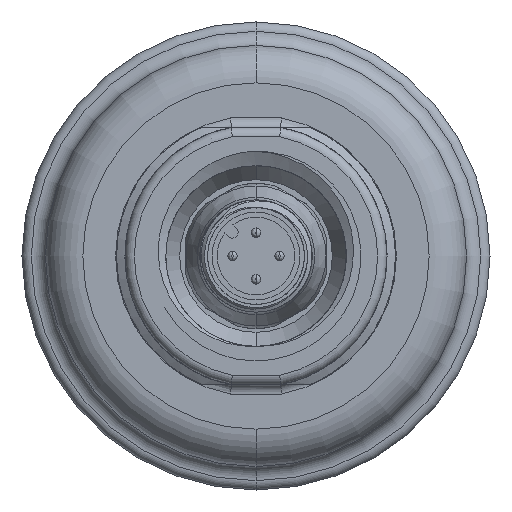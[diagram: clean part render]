
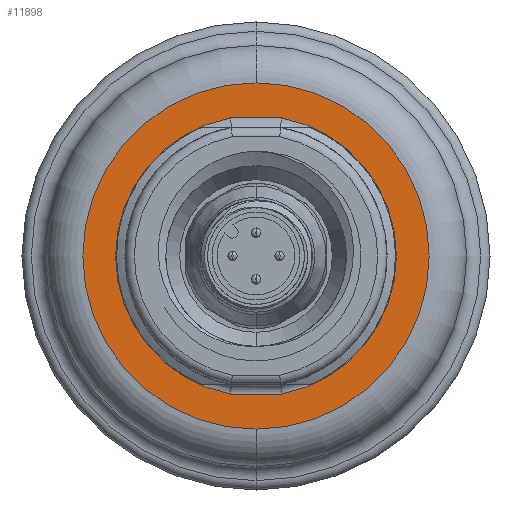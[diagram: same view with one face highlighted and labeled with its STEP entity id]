
A CAD part, front view. The second image highlights one B-rep face of the part: STEP entity #11898.
In plain terms, the highlighted planar face has unit normal (0, -1, 0).
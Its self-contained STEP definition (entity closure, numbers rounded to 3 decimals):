
#2133=CARTESIAN_POINT('',(0.,-3.,0.));
#2134=DIRECTION('',(0.,-1.,0.));
#2135=DIRECTION('',(0.,0.,-1.));
#2136=AXIS2_PLACEMENT_3D('',#2133,#2134,#2135);
#2138=CARTESIAN_POINT('',(0.,-3.,0.));
#2139=DIRECTION('',(0.,-1.,0.));
#2140=DIRECTION('',(0.,0.,1.));
#2141=AXIS2_PLACEMENT_3D('',#2138,#2139,#2140);
#2143=CARTESIAN_POINT('',(0.,-3.,0.));
#2144=DIRECTION('',(0.,-1.,0.));
#2145=DIRECTION('',(-0.182,0.,0.983));
#2146=AXIS2_PLACEMENT_3D('',#2143,#2144,#2145);
#2148=DIRECTION('',(1.,0.,0.));
#2149=VECTOR('',#2148,5.454);
#2150=CARTESIAN_POINT('',(-2.727,-3.,-14.75));
#2151=LINE('',#2150,#2149);
#2152=CARTESIAN_POINT('',(0.,-3.,0.));
#2153=DIRECTION('',(0.,-1.,0.));
#2154=DIRECTION('',(0.182,0.,-0.983));
#2155=AXIS2_PLACEMENT_3D('',#2152,#2153,#2154);
#2157=DIRECTION('',(-1.,0.,0.));
#2158=VECTOR('',#2157,5.454);
#2159=CARTESIAN_POINT('',(2.727,-3.,14.75));
#2160=LINE('',#2159,#2158);
#9230=CARTESIAN_POINT('',(-2.727,-3.,14.75));
#9231=CARTESIAN_POINT('',(-2.727,-3.,-14.75));
#9232=VERTEX_POINT('',#9230);
#9233=VERTEX_POINT('',#9231);
#9238=CARTESIAN_POINT('',(2.727,-3.,-14.75));
#9239=CARTESIAN_POINT('',(2.727,-3.,14.75));
#9240=VERTEX_POINT('',#9238);
#9241=VERTEX_POINT('',#9239);
#9490=CARTESIAN_POINT('',(0.,-3.,-18.5));
#9491=CARTESIAN_POINT('',(0.,-3.,18.5));
#9492=VERTEX_POINT('',#9490);
#9493=VERTEX_POINT('',#9491);
#11878=CARTESIAN_POINT('',(0.,-3.,0.));
#11879=DIRECTION('',(0.,-1.,0.));
#11880=DIRECTION('',(0.,0.,1.));
#11881=AXIS2_PLACEMENT_3D('',#11878,#11879,#11880);
#11882=PLANE('',#11881);
#11884=ORIENTED_EDGE('',*,*,#11883,.F.);
#11886=ORIENTED_EDGE('',*,*,#11885,.F.);
#11887=EDGE_LOOP('',(#11884,#11886));
#11888=FACE_OUTER_BOUND('',#11887,.F.);
#11889=ORIENTED_EDGE('',*,*,#11868,.T.);
#11891=ORIENTED_EDGE('',*,*,#11890,.T.);
#11893=ORIENTED_EDGE('',*,*,#11892,.T.);
#11895=ORIENTED_EDGE('',*,*,#11894,.T.);
#11896=EDGE_LOOP('',(#11889,#11891,#11893,#11895));
#11897=FACE_BOUND('',#11896,.F.);
#11898=ADVANCED_FACE('',(#11888,#11897),#11882,.T.);
#2137=CIRCLE('',#2136,18.5);
#2142=CIRCLE('',#2141,18.5);
#2147=CIRCLE('',#2146,15.);
#2156=CIRCLE('',#2155,15.);
#11868=EDGE_CURVE('',#9232,#9233,#2147,.T.);
#11883=EDGE_CURVE('',#9492,#9493,#2137,.T.);
#11885=EDGE_CURVE('',#9493,#9492,#2142,.T.);
#11890=EDGE_CURVE('',#9233,#9240,#2151,.T.);
#11892=EDGE_CURVE('',#9240,#9241,#2156,.T.);
#11894=EDGE_CURVE('',#9241,#9232,#2160,.T.);
